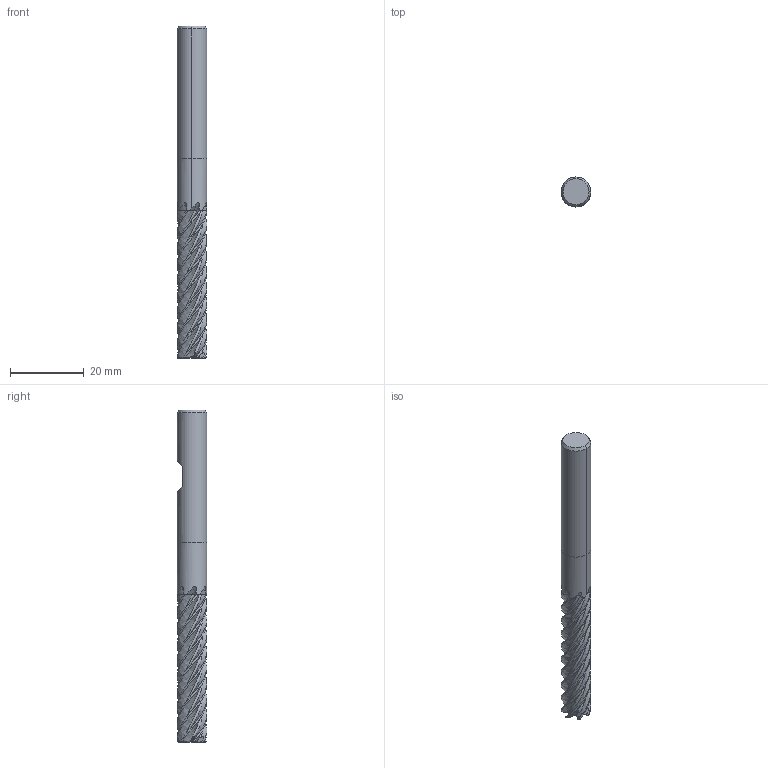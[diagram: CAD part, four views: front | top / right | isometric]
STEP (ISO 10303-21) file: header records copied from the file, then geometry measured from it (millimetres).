
FILE_DESCRIPTION(('no description'),'unknown implementation level');
FILE_NAME('EXPK1-M03-0234-8-Detail.stp',' ',('CIMSOURCE GmbH'),('CADClick - KiM GmbH - www.kimweb.de'),'unknown preprocess','ACIS','unknown authorization');
FILE_SCHEMA(('automotive_design'));
Length unit declared in the file: millimetre
Products named in the file (2): NOCUT; CUT
Bounding box: 8 x 8 x 90 mm (x, y, z)
Volume: 3689.8 mm3; surface area: 3846.6 mm2
Topology: 2 solids, 2 shells, 236 faces, 685 edges, 453 vertices
Faces by surface type: plane 98, bspline 63, cone 30, revolution 28, cylinder 10, torus 7
Entity records: 49010 total; most frequent: CARTESIAN_POINT 35853, STYLED_ITEM 1376, PRESENTATION_STYLE_ASSIGNMENT 1376, COLOUR_RGB 1376, ORIENTED_EDGE 1370, DIRECTION 864, EDGE_CURVE 685, CURVE_STYLE 685
